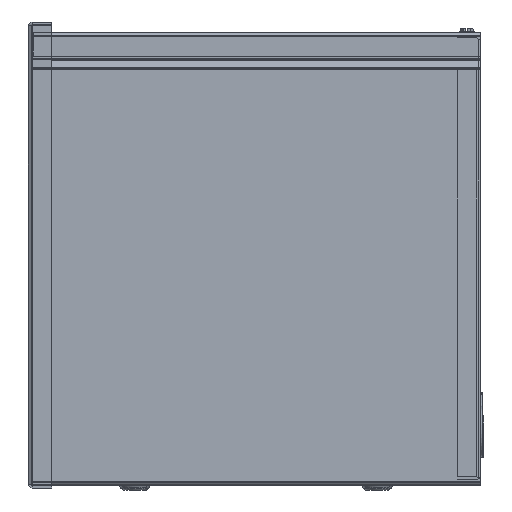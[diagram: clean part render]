
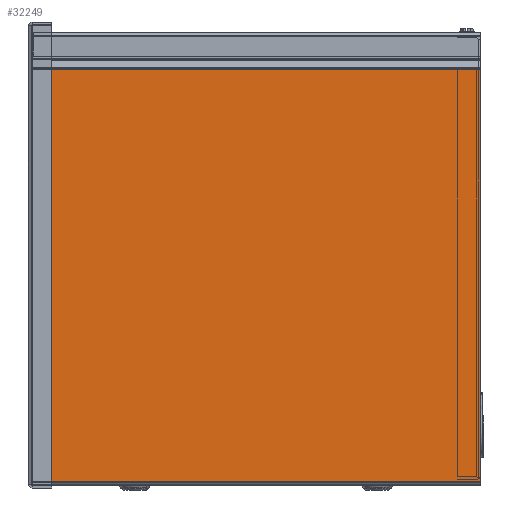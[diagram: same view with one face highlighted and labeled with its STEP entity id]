
A CAD part, left-side view. The second image highlights one B-rep face of the part: STEP entity #32249.
In plain terms, the highlighted planar face has unit normal (-1, 0, 0).
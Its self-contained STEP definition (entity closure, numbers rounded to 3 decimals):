
#1649=LINE('',#46775,#4197);
#1652=LINE('',#46781,#4200);
#1660=LINE('',#46804,#4208);
#1661=LINE('',#46808,#4209);
#4197=VECTOR('',#37695,12.063);
#4200=VECTOR('',#37700,11.048);
#4208=VECTOR('',#37732,12.063);
#4209=VECTOR('',#37739,11.048);
#6724=PLANE('',#34230);
#7902=FACE_OUTER_BOUND('',#9790,.T.);
#9790=EDGE_LOOP('',(#20922,#20923,#20924,#20925));
#13264=VERTEX_POINT('',#46763);
#13265=VERTEX_POINT('',#46767);
#13267=VERTEX_POINT('',#46779);
#13270=VERTEX_POINT('',#46803);
#16176=EDGE_CURVE('',#13264,#13265,#1649,.T.);
#16179=EDGE_CURVE('',#13267,#13265,#1652,.T.);
#16191=EDGE_CURVE('',#13267,#13270,#1660,.T.);
#16194=EDGE_CURVE('',#13264,#13270,#1661,.T.);
#20922=ORIENTED_EDGE('',*,*,#16176,.T.);
#20923=ORIENTED_EDGE('',*,*,#16179,.F.);
#20924=ORIENTED_EDGE('',*,*,#16191,.T.);
#20925=ORIENTED_EDGE('',*,*,#16194,.F.);
#32249=ADVANCED_FACE('',(#7902),#6724,.F.);
#34230=AXIS2_PLACEMENT_3D('',#46816,#37751,#37752);
#37695=DIRECTION('',(0.,1.,0.));
#37700=DIRECTION('',(0.,0.,1.));
#37732=DIRECTION('',(0.,-1.,0.));
#37739=DIRECTION('',(0.,0.,-1.));
#37751=DIRECTION('center_axis',(1.,0.,0.));
#37752=DIRECTION('ref_axis',(0.,0.,-1.));
#46763=CARTESIAN_POINT('',(-36.062,-6.031,11.154));
#46767=CARTESIAN_POINT('',(-36.062,6.031,11.154));
#46775=CARTESIAN_POINT('',(-36.062,3.016,11.154));
#46779=CARTESIAN_POINT('',(-36.063,6.031,0.105));
#46781=CARTESIAN_POINT('',(-36.063,6.031,0.105));
#46803=CARTESIAN_POINT('',(-36.063,-6.031,0.105));
#46804=CARTESIAN_POINT('',(-36.063,0.,0.105));
#46808=CARTESIAN_POINT('',(-36.063,-6.031,-0.04));
#46816=CARTESIAN_POINT('Origin',(-36.062,0.,5.604));
